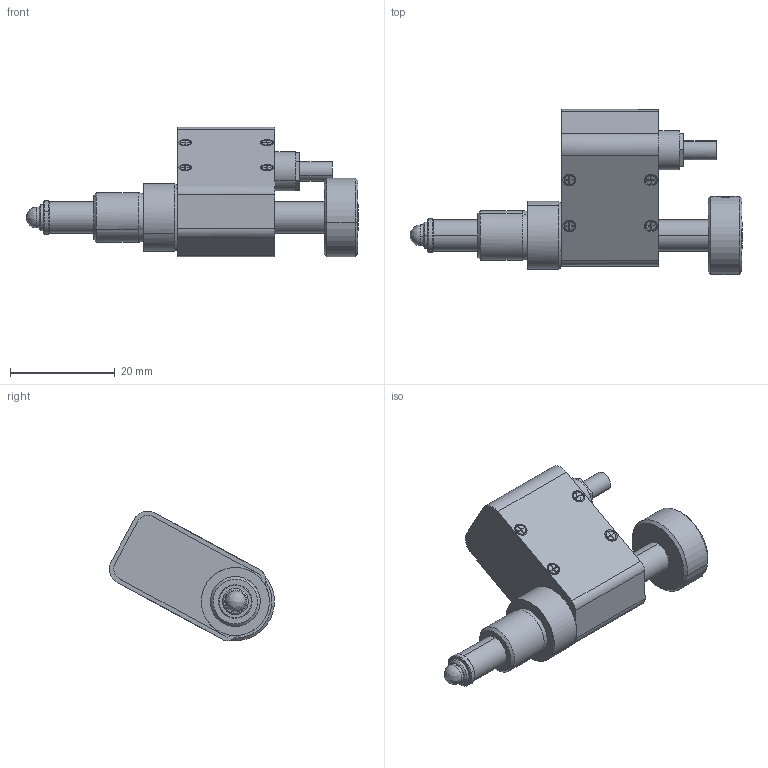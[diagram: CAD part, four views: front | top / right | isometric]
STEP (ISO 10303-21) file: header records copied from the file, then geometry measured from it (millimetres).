
FILE_DESCRIPTION (( 'STEP AP203' ), '1' );
FILE_NAME ('08PAM6-13R.STEP', '2025-01-10T06:54:54', ( '' ), ( '' ), 'SwSTEP 2.0', 'SolidWorks 2024', '' );
FILE_SCHEMA (( 'CONFIG_CONTROL_DESIGN' ));
Length unit declared in the file: millimetre
Products named in the file (1): 08PAM6-13R
Bounding box: 63.5 x 31.56 x 24.75 mm (x, y, z)
Surface area: 7288.2 mm2 (no closed solid volume)
Topology: 0 solids, 20 shells, 261 faces, 641 edges, 403 vertices
Faces by surface type: plane 141, cylinder 67, cone 52, bspline 1
Entity records: 10192 total; most frequent: CARTESIAN_POINT 5014, ORIENTED_EDGE 1205, DIRECTION 690, EDGE_CURVE 637, B_SPLINE_CURVE_WITH_KNOTS 525, VERTEX_POINT 403, AXIS2_PLACEMENT_3D 317, EDGE_LOOP 306
